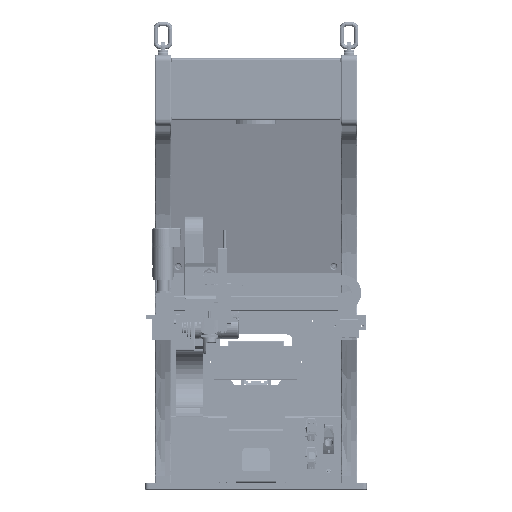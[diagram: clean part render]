
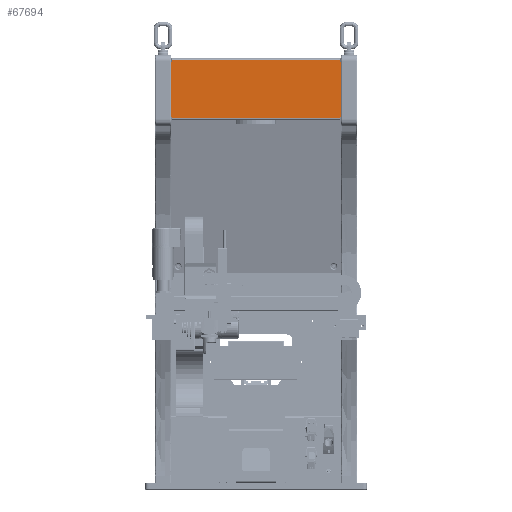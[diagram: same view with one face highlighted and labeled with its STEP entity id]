
A CAD part, top view. The second image highlights one B-rep face of the part: STEP entity #67694.
In plain terms, the highlighted planar face has unit normal (0, 0, 1).
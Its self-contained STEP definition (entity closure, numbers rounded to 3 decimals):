
#4979=PLANE('',#72712);
#8041=CIRCLE('',#72713,0.5);
#8042=CIRCLE('',#72714,0.5);
#8043=CIRCLE('',#72715,0.5);
#8044=CIRCLE('',#72716,0.5);
#8045=CIRCLE('',#72717,0.5);
#8046=CIRCLE('',#72718,0.5);
#8047=CIRCLE('',#72719,0.5);
#8048=CIRCLE('',#72720,0.5);
#16330=VERTEX_POINT('',#122146);
#16331=VERTEX_POINT('',#122148);
#16332=VERTEX_POINT('',#122152);
#16333=VERTEX_POINT('',#122153);
#16334=VERTEX_POINT('',#122155);
#16335=VERTEX_POINT('',#122157);
#16336=VERTEX_POINT('',#122159);
#16337=VERTEX_POINT('',#122161);
#16338=VERTEX_POINT('',#122164);
#16339=VERTEX_POINT('',#122166);
#16340=VERTEX_POINT('',#122168);
#16341=VERTEX_POINT('',#122170);
#16342=VERTEX_POINT('',#122172);
#16343=VERTEX_POINT('',#122174);
#16344=VERTEX_POINT('',#122176);
#16345=VERTEX_POINT('',#122178);
#23703=VECTOR('',#87603,1.);
#23704=VECTOR('',#87611,1.);
#23705=VECTOR('',#87616,1.);
#23706=VECTOR('',#87617,1.);
#23707=VECTOR('',#87622,1.);
#23708=VECTOR('',#87627,1.);
#23709=VECTOR('',#87628,1.);
#23710=VECTOR('',#87629,1.);
#29844=LINE('',#122147,#23703);
#29845=LINE('',#122156,#23704);
#29846=LINE('',#122162,#23705);
#29847=LINE('',#122163,#23706);
#29848=LINE('',#122169,#23707);
#29849=LINE('',#122175,#23708);
#29850=LINE('',#122177,#23709);
#29851=LINE('',#122179,#23710);
#39788=EDGE_CURVE('',#16331,#16330,#29844,.T.);
#39790=EDGE_CURVE('',#16332,#16333,#8041,.T.);
#39791=EDGE_CURVE('',#16334,#16333,#8042,.T.);
#39792=EDGE_CURVE('',#16334,#16335,#29845,.T.);
#39793=EDGE_CURVE('',#16336,#16335,#8043,.T.);
#39794=EDGE_CURVE('',#16336,#16337,#8044,.T.);
#39795=EDGE_CURVE('',#16337,#16331,#29846,.T.);
#39796=EDGE_CURVE('',#16330,#16338,#29847,.T.);
#39797=EDGE_CURVE('',#16338,#16339,#8045,.T.);
#39798=EDGE_CURVE('',#16340,#16339,#8046,.T.);
#39799=EDGE_CURVE('',#16340,#16341,#29848,.T.);
#39800=EDGE_CURVE('',#16342,#16341,#8047,.T.);
#39801=EDGE_CURVE('',#16342,#16343,#8048,.T.);
#39802=EDGE_CURVE('',#16343,#16344,#29849,.T.);
#39803=EDGE_CURVE('',#16345,#16344,#29850,.T.);
#39804=EDGE_CURVE('',#16345,#16332,#29851,.T.);
#54146=ORIENTED_EDGE('',*,*,#39790,.T.);
#54147=ORIENTED_EDGE('',*,*,#39791,.F.);
#54148=ORIENTED_EDGE('',*,*,#39792,.T.);
#54149=ORIENTED_EDGE('',*,*,#39793,.F.);
#54150=ORIENTED_EDGE('',*,*,#39794,.T.);
#54151=ORIENTED_EDGE('',*,*,#39795,.T.);
#54152=ORIENTED_EDGE('',*,*,#39788,.T.);
#54153=ORIENTED_EDGE('',*,*,#39796,.T.);
#54154=ORIENTED_EDGE('',*,*,#39797,.T.);
#54155=ORIENTED_EDGE('',*,*,#39798,.F.);
#54156=ORIENTED_EDGE('',*,*,#39799,.T.);
#54157=ORIENTED_EDGE('',*,*,#39800,.F.);
#54158=ORIENTED_EDGE('',*,*,#39801,.T.);
#54159=ORIENTED_EDGE('',*,*,#39802,.T.);
#54160=ORIENTED_EDGE('',*,*,#39803,.F.);
#54161=ORIENTED_EDGE('',*,*,#39804,.T.);
#60883=EDGE_LOOP('',(#54146,#54147,#54148,#54149,#54150,#54151,#54152,#54153,
#54154,#54155,#54156,#54157,#54158,#54159,#54160,#54161));
#64825=FACE_BOUND('',#60883,.T.);
#67694=ADVANCED_FACE('',(#64825),#4979,.T.);
#72712=AXIS2_PLACEMENT_3D('',#122150,#87606,$);
#72713=AXIS2_PLACEMENT_3D('',#122151,#87607,#87608);
#72714=AXIS2_PLACEMENT_3D('',#122154,#87609,#87610);
#72715=AXIS2_PLACEMENT_3D('',#122158,#87612,#87613);
#72716=AXIS2_PLACEMENT_3D('',#122160,#87614,#87615);
#72717=AXIS2_PLACEMENT_3D('',#122165,#87618,#87619);
#72718=AXIS2_PLACEMENT_3D('',#122167,#87620,#87621);
#72719=AXIS2_PLACEMENT_3D('',#122171,#87623,#87624);
#72720=AXIS2_PLACEMENT_3D('',#122173,#87625,#87626);
#87603=DIRECTION('',(1.,0.,0.));
#87606=DIRECTION('',(0.,0.,1.));
#87607=DIRECTION('',(0.,0.,-1.));
#87608=DIRECTION('',(-0.5,0.,0.));
#87609=DIRECTION('',(0.,0.,-1.));
#87610=DIRECTION('',(-0.5,0.,0.));
#87611=DIRECTION('',(0.,-1.,0.));
#87612=DIRECTION('',(0.,0.,-1.));
#87613=DIRECTION('',(0.5,0.,0.));
#87614=DIRECTION('',(0.,0.,-1.));
#87615=DIRECTION('',(-0.5,0.,0.));
#87616=DIRECTION('',(0.,-1.,0.));
#87617=DIRECTION('',(0.,1.,0.));
#87618=DIRECTION('',(0.,0.,-1.));
#87619=DIRECTION('',(-0.5,0.,0.));
#87620=DIRECTION('',(0.,0.,-1.));
#87621=DIRECTION('',(-0.5,0.,0.));
#87622=DIRECTION('',(0.,1.,0.));
#87623=DIRECTION('',(0.,0.,-1.));
#87624=DIRECTION('',(0.5,0.,0.));
#87625=DIRECTION('',(0.,0.,-1.));
#87626=DIRECTION('',(-0.5,0.,0.));
#87627=DIRECTION('',(0.,1.,0.));
#87628=DIRECTION('',(1.,0.,0.));
#87629=DIRECTION('',(0.,-1.,0.));
#122146=CARTESIAN_POINT('',(249.75,1098.1,75.));
#122147=CARTESIAN_POINT('',(-249.75,1098.1,75.));
#122148=CARTESIAN_POINT('',(-249.75,1098.1,75.));
#122150=CARTESIAN_POINT('',(0.,1183.021,75.));
#122151=CARTESIAN_POINT('',(-250.25,1265.4,75.));
#122152=CARTESIAN_POINT('',(-249.75,1265.4,75.));
#122153=CARTESIAN_POINT('',(-250.25,1264.9,75.));
#122154=CARTESIAN_POINT('',(-250.25,1264.4,75.));
#122155=CARTESIAN_POINT('',(-250.75,1264.4,75.));
#122156=CARTESIAN_POINT('',(-250.75,1264.4,75.));
#122157=CARTESIAN_POINT('',(-250.75,1103.6,75.));
#122158=CARTESIAN_POINT('',(-250.25,1103.6,75.));
#122159=CARTESIAN_POINT('',(-250.25,1103.1,75.));
#122160=CARTESIAN_POINT('',(-250.25,1102.6,75.));
#122161=CARTESIAN_POINT('',(-249.75,1102.6,75.));
#122162=CARTESIAN_POINT('',(-249.75,1102.6,75.));
#122163=CARTESIAN_POINT('',(249.75,1098.1,75.));
#122164=CARTESIAN_POINT('',(249.75,1102.6,75.));
#122165=CARTESIAN_POINT('',(250.25,1102.6,75.));
#122166=CARTESIAN_POINT('',(250.25,1103.1,75.));
#122167=CARTESIAN_POINT('',(250.25,1103.6,75.));
#122168=CARTESIAN_POINT('',(250.75,1103.6,75.));
#122169=CARTESIAN_POINT('',(250.75,1103.6,75.));
#122170=CARTESIAN_POINT('',(250.75,1264.4,75.));
#122171=CARTESIAN_POINT('',(250.25,1264.4,75.));
#122172=CARTESIAN_POINT('',(250.25,1264.9,75.));
#122173=CARTESIAN_POINT('',(250.25,1265.4,75.));
#122174=CARTESIAN_POINT('',(249.75,1265.4,75.));
#122175=CARTESIAN_POINT('',(249.75,1265.4,75.));
#122176=CARTESIAN_POINT('',(249.75,1269.9,75.));
#122177=CARTESIAN_POINT('',(-249.75,1269.9,75.));
#122178=CARTESIAN_POINT('',(-249.75,1269.9,75.));
#122179=CARTESIAN_POINT('',(-249.75,1269.9,75.));
